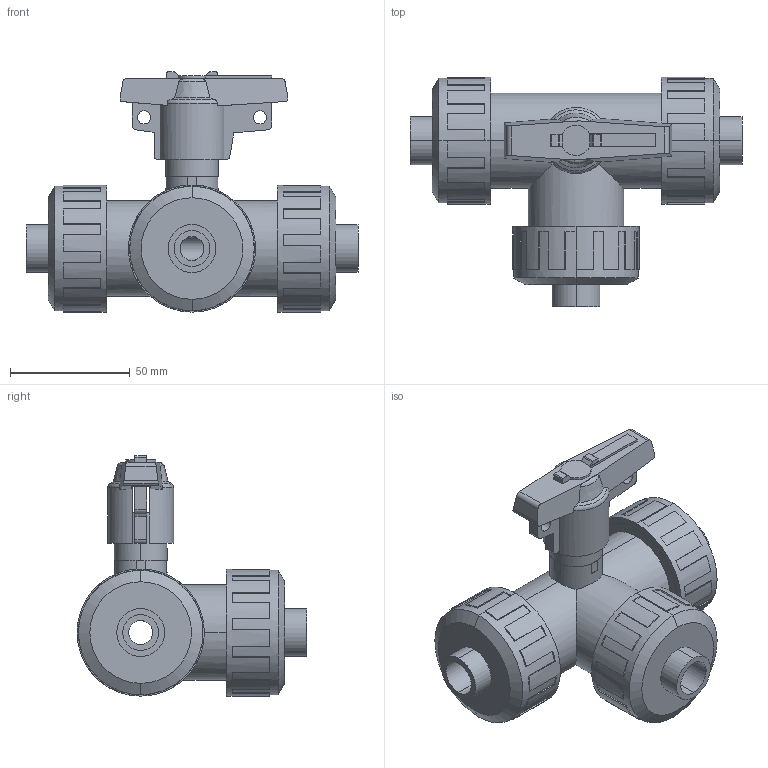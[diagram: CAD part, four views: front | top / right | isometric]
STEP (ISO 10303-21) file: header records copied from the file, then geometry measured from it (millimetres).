
FILE_DESCRIPTION(('STEP AP214'),'1');
FILE_NAME('cctmp_7D5B7309-7E1C-4EDD-8E47-683D3DFF1516_2021_10_21_11_01_07_0725..stp','2021-10-21T09:01:07',('Praher Valves GmbH'),('CADClick - www.CADClick.com'),'Spatial InterOp 3D',' ','unknown authorization');
FILE_SCHEMA(('AUTOMOTIVE_DESIGN'));
Length unit declared in the file: millimetre
Products named in the file (1): 126957
Bounding box: 138.5 x 95.8 x 100.17 mm (x, y, z)
Volume: 287216.7 mm3; surface area: 76116.4 mm2
Topology: 1 solids, 1 shells, 385 faces, 1060 edges, 699 vertices
Faces by surface type: plane 269, cylinder 90, cone 18, torus 8
Entity records: 15807 total; most frequent: CARTESIAN_POINT 2592, DIRECTION 2172, ORIENTED_EDGE 2120, EDGE_CURVE 1060, AXIS2_PLACEMENT_3D 772, VERTEX_POINT 699, LINE 628, VECTOR 628
